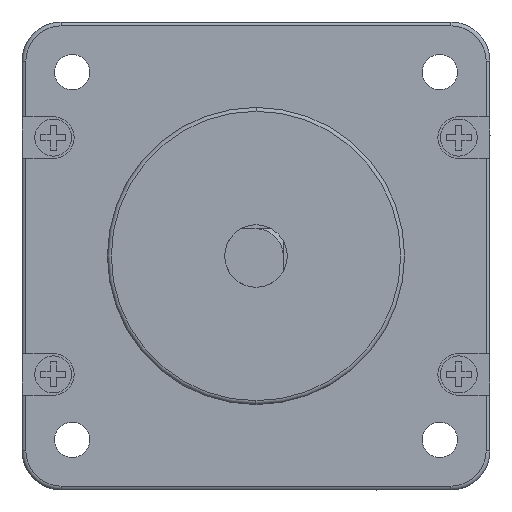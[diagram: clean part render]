
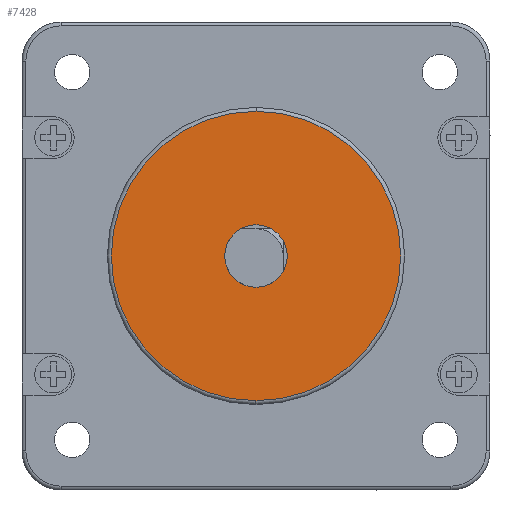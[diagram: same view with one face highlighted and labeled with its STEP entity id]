
A CAD part, left-side view. The second image highlights one B-rep face of the part: STEP entity #7428.
In plain terms, the highlighted planar face has unit normal (-1, 0, 0).
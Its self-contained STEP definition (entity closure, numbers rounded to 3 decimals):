
#2433=CARTESIAN_POINT('',(-1.6,0.,0.));
#2434=DIRECTION('',(-1.,0.,0.));
#2435=DIRECTION('',(0.,0.,-1.));
#2436=AXIS2_PLACEMENT_3D('',#2433,#2434,#2435);
#2438=CARTESIAN_POINT('',(-1.6,0.,0.));
#2439=DIRECTION('',(-1.,0.,0.));
#2440=DIRECTION('',(0.,0.,1.));
#2441=AXIS2_PLACEMENT_3D('',#2438,#2439,#2440);
#2443=CARTESIAN_POINT('',(-1.6,0.,0.));
#2444=DIRECTION('',(-1.,0.,0.));
#2445=DIRECTION('',(0.,0.,1.));
#2446=AXIS2_PLACEMENT_3D('',#2443,#2444,#2445);
#2448=CARTESIAN_POINT('',(-1.6,0.,0.));
#2449=DIRECTION('',(-1.,0.,0.));
#2450=DIRECTION('',(0.,0.,-1.));
#2451=AXIS2_PLACEMENT_3D('',#2448,#2449,#2450);
#2832=CARTESIAN_POINT('',(-1.6,0.,-4.));
#2833=CARTESIAN_POINT('',(-1.6,0.,4.));
#2834=VERTEX_POINT('',#2832);
#2835=VERTEX_POINT('',#2833);
#2840=CARTESIAN_POINT('',(-1.6,0.,18.55));
#2841=CARTESIAN_POINT('',(-1.6,0.,-18.55));
#2842=VERTEX_POINT('',#2840);
#2843=VERTEX_POINT('',#2841);
#7412=CARTESIAN_POINT('',(-1.6,0.,0.));
#7413=DIRECTION('',(-1.,0.,0.));
#7414=DIRECTION('',(0.,0.,-1.));
#7415=AXIS2_PLACEMENT_3D('',#7412,#7413,#7414);
#7416=PLANE('',#7415);
#7418=ORIENTED_EDGE('',*,*,#7417,.F.);
#7419=ORIENTED_EDGE('',*,*,#7402,.F.);
#7420=EDGE_LOOP('',(#7418,#7419));
#7421=FACE_OUTER_BOUND('',#7420,.F.);
#7423=ORIENTED_EDGE('',*,*,#7422,.T.);
#7425=ORIENTED_EDGE('',*,*,#7424,.T.);
#7426=EDGE_LOOP('',(#7423,#7425));
#7427=FACE_BOUND('',#7426,.F.);
#2437=CIRCLE('',#2436,4.);
#2442=CIRCLE('',#2441,4.);
#2447=CIRCLE('',#2446,18.55);
#2452=CIRCLE('',#2451,18.55);
#7402=EDGE_CURVE('',#2843,#2842,#2452,.T.);
#7417=EDGE_CURVE('',#2842,#2843,#2447,.T.);
#7422=EDGE_CURVE('',#2834,#2835,#2437,.T.);
#7424=EDGE_CURVE('',#2835,#2834,#2442,.T.);
#7428=ADVANCED_FACE('',(#7421,#7427),#7416,.T.);
